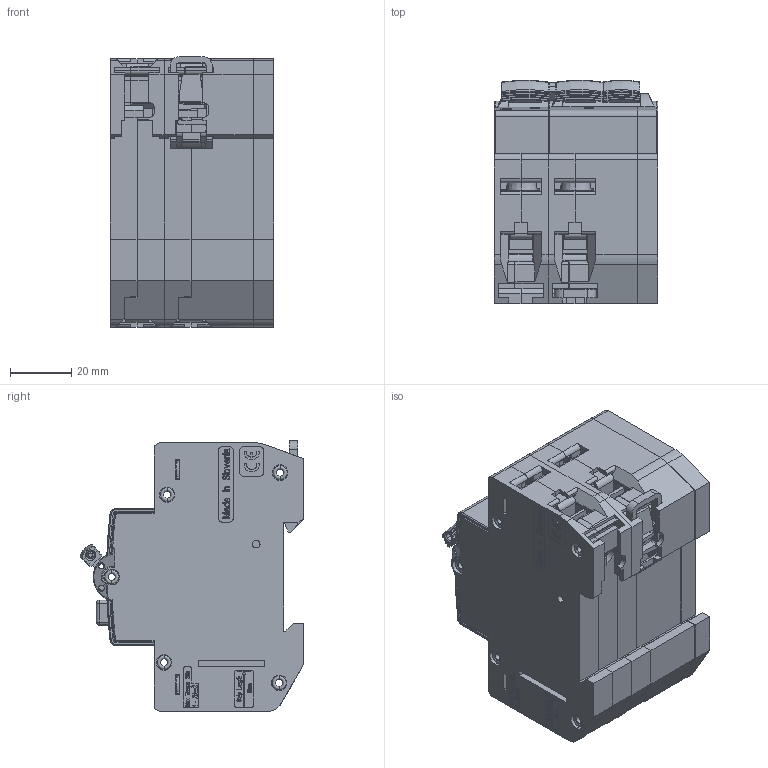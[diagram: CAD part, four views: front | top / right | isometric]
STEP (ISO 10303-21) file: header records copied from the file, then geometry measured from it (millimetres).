
FILE_DESCRIPTION((''),'2;1');
FILE_NAME('KZS_3M_2P_AFDD_ASM','2020-01-29T',('peter.kastelic'),('Audax d.o.o.'),'CREO PARAMETRIC BY PTC INC, 2016050','CREO PARAMETRIC BY PTC INC, 2016050','');
FILE_SCHEMA(('AUTOMOTIVE_DESIGN { 1 0 10303 214 1 1 1 1 }'));
Products named in the file (20): 0000000346_1_1; 0000050517_1_1; 0000000348_1_1; 0000060889_1_1; 0000061023_1_1; 0000009819_1_1; 0000008164_1_1; 0000008154_1_1; 0000060820_1_1; 0000000069_1_1; 0000000248_1_1; 0000000470_1_1; 0000000533_1_1; 0000001272_1_1; 0000019641_1_1; 0000002212_1_1; PRT0001_1_1; 0000062236_ASM_1_1_ASM; AFDD_ASM; KZS_3M_2P_AFDD_ASM
Assembly tree (34 placements, depth 4):
  KZS_3M_2P_AFDD_ASM
    AFDD_ASM
      0000062236_ASM_1_1_ASM
        0000000346_1_1
        0000050517_1_1
        0000000348_1_1
        0000060889_1_1
        0000061023_1_1
        0000009819_1_1
        0000008164_1_1
        0000008154_1_1
        0000060820_1_1
        0000000069_1_1
        0000000248_1_1  x4
        0000000470_1_1  x5
        0000000533_1_1  x4
        0000001272_1_1
        0000019641_1_1
        0000002212_1_1  x5
        PRT0001_1_1  x2
Bounding box: 53.65 x 73.31 x 88.7 mm (x, y, z)
Surface area: 114187.5 mm2 (no closed solid volume)
Topology: 0 solids, 42 shells, 6794 faces, 19485 edges, 12980 vertices
Faces by surface type: plane 5499, cylinder 886, cone 195, torus 171, extrusion 23, sphere 16, bspline 4
Entity records: 261098 total; most frequent: CARTESIAN_POINT 40660, ORIENTED_EDGE 35768, DIRECTION 31683, EDGE_CURVE 17888, PRESENTATION_STYLE_ASSIGNMENT 17635, STYLED_ITEM 17626, CURVE_STYLE 17608, VECTOR 14267
